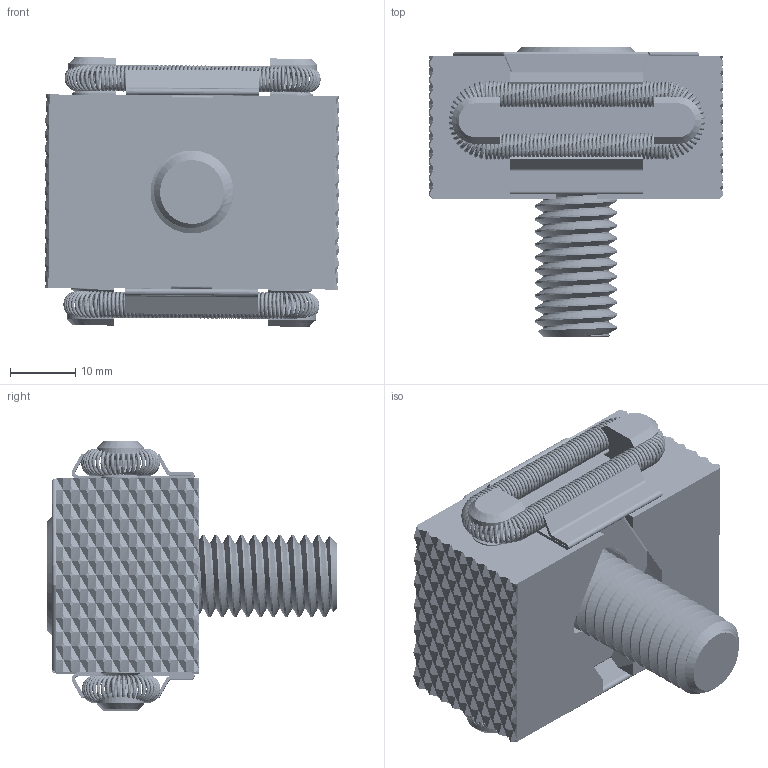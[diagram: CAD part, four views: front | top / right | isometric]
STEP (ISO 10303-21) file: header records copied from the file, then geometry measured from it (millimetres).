
FILE_DESCRIPTION (( 'STEP AP203' ), '1' );
FILE_NAME ('47130.STEP', '2017-04-18T12:54:00', ( 'tkrafton' ), ( 'Microsoft' ), 'SwSTEP 2.0', 'SolidWorks 2017', '' );
FILE_SCHEMA (( 'CONFIG_CONTROL_DESIGN' ));
Length unit declared in the file: inch
Products named in the file (8): 47137_47137; 47134_47134; JDK P S; JDK-P_S_D_S_DTY; 47135_47135; PLDK2-VT; 1213114 SHCS_1213114 SHCS; 47130
Assembly tree (10 placements, depth 3):
  47130
    47137_47137  x2
    47134_47134
    47135_47135  x2
      JDK P S
      JDK-P_S_D_S_DTY
    PLDK2-VT  x2
    1213114 SHCS_1213114 SHCS
Bounding box: 45.13 x 44.45 x 41.21 mm (x, y, z)
Volume: 30395.9 mm3; surface area: 20496.4 mm2
Topology: 10 solids, 10 shells, 3810 faces, 9509 edges, 5542 vertices
Faces by surface type: plane 1995, bspline 1642, cylinder 152, cone 19, torus 2
Entity records: 78906 total; most frequent: CARTESIAN_POINT 32456, ORIENTED_EDGE 10434, DIRECTION 8732, EDGE_CURVE 5217, AXIS2_PLACEMENT_3D 3251, VERTEX_POINT 3076, LINE 2230, VECTOR 2230
